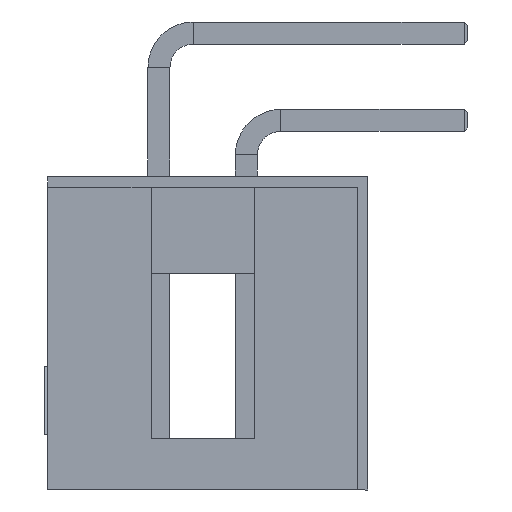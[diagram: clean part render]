
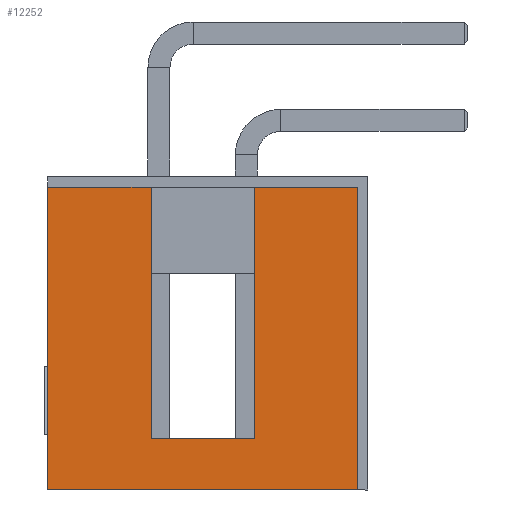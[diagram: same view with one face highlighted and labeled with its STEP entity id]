
A CAD part, left-side view. The second image highlights one B-rep face of the part: STEP entity #12252.
In plain terms, the highlighted planar face has unit normal (-1, 0, 0).
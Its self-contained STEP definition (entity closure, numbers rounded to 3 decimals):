
#216 = CARTESIAN_POINT ( 'NONE',  ( -29.2, 6.3, -10.51 ) ) ;
#220 = DIRECTION ( 'NONE',  ( 0., 1., 0. ) ) ;
#1949 = EDGE_CURVE ( 'NONE', #6974, #35786, #15191, .T. ) ;
#3714 = AXIS2_PLACEMENT_3D ( 'NONE', #24193, #34735, #31294 ) ;
#5694 = EDGE_CURVE ( 'NONE', #12401, #38635, #25256, .T. ) ;
#5978 = CARTESIAN_POINT ( 'NONE',  ( -29.2, 0.3, -12.01 ) ) ;
#6872 = VERTEX_POINT ( 'NONE', #17405 ) ;
#6974 = VERTEX_POINT ( 'NONE', #216 ) ;
#7070 = ORIENTED_EDGE ( 'NONE', *, *, #48585, .T. ) ;
#7120 = EDGE_CURVE ( 'NONE', #38635, #12266, #41000, .T. ) ;
#7339 = LINE ( 'NONE', #48561, #32789 ) ;
#7558 = DIRECTION ( 'NONE',  ( 0., 0., 1. ) ) ;
#9709 = CARTESIAN_POINT ( 'NONE',  ( -29.2, 9.3, -12.01 ) ) ;
#11386 = VECTOR ( 'NONE', #47024, 1000. ) ;
#11999 = ORIENTED_EDGE ( 'NONE', *, *, #45703, .F. ) ;
#12252 = ADVANCED_FACE ( 'NONE', ( #14852 ), #16280, .T. ) ;
#12266 = VERTEX_POINT ( 'NONE', #27144 ) ;
#12401 = VERTEX_POINT ( 'NONE', #24427 ) ;
#12567 = CARTESIAN_POINT ( 'NONE',  ( -29.2, 3.3, -10.51 ) ) ;
#12929 = EDGE_CURVE ( 'NONE', #17636, #35786, #7339, .T. ) ;
#14318 = ORIENTED_EDGE ( 'NONE', *, *, #12929, .F. ) ;
#14852 = FACE_OUTER_BOUND ( 'NONE', #44891, .T. ) ;
#15114 = CARTESIAN_POINT ( 'NONE',  ( -29.2, 3.3, -3.21 ) ) ;
#15191 = LINE ( 'NONE', #30210, #16289 ) ;
#15657 = CARTESIAN_POINT ( 'NONE',  ( -29.2, 9.3, -3.21 ) ) ;
#15843 = ORIENTED_EDGE ( 'NONE', *, *, #7120, .T. ) ;
#16280 = PLANE ( 'NONE',  #3714 ) ;
#16289 = VECTOR ( 'NONE', #28889, 1000. ) ;
#17405 = CARTESIAN_POINT ( 'NONE',  ( -29.2, 3.3, -10.51 ) ) ;
#17636 = VERTEX_POINT ( 'NONE', #15657 ) ;
#21731 = LINE ( 'NONE', #12567, #46829 ) ;
#23750 = ORIENTED_EDGE ( 'NONE', *, *, #30717, .F. ) ;
#24193 = CARTESIAN_POINT ( 'NONE',  ( -29.2, 4.8, -12.01 ) ) ;
#24427 = CARTESIAN_POINT ( 'NONE',  ( -29.2, 9.3, -12.01 ) ) ;
#24694 = LINE ( 'NONE', #9709, #38634 ) ;
#25240 = EDGE_CURVE ( 'NONE', #6872, #26857, #21731, .T. ) ;
#25256 = LINE ( 'NONE', #40754, #46713 ) ;
#26775 = LINE ( 'NONE', #40813, #35824 ) ;
#26819 = ORIENTED_EDGE ( 'NONE', *, *, #5694, .T. ) ;
#26857 = VERTEX_POINT ( 'NONE', #15114 ) ;
#27144 = CARTESIAN_POINT ( 'NONE',  ( -29.2, 0.3, -3.21 ) ) ;
#27581 = DIRECTION ( 'NONE',  ( 0., 0., 1. ) ) ;
#28645 = LINE ( 'NONE', #39234, #11386 ) ;
#28777 = VECTOR ( 'NONE', #7558, 1000. ) ;
#28889 = DIRECTION ( 'NONE',  ( 0., 0., 1. ) ) ;
#30210 = CARTESIAN_POINT ( 'NONE',  ( -29.2, 6.3, -10.51 ) ) ;
#30717 = EDGE_CURVE ( 'NONE', #26857, #12266, #28645, .T. ) ;
#31294 = DIRECTION ( 'NONE',  ( 0., 1., 0. ) ) ;
#32789 = VECTOR ( 'NONE', #44429, 1000. ) ;
#34554 = CARTESIAN_POINT ( 'NONE',  ( -29.2, 6.3, -3.21 ) ) ;
#34735 = DIRECTION ( 'NONE',  ( -1., 0., 0. ) ) ;
#35786 = VERTEX_POINT ( 'NONE', #34554 ) ;
#35824 = VECTOR ( 'NONE', #220, 1000. ) ;
#38634 = VECTOR ( 'NONE', #39682, 1000. ) ;
#38635 = VERTEX_POINT ( 'NONE', #5978 ) ;
#39234 = CARTESIAN_POINT ( 'NONE',  ( -29.2, 4.8, -3.21 ) ) ;
#39682 = DIRECTION ( 'NONE',  ( 0., 0., 1. ) ) ;
#40754 = CARTESIAN_POINT ( 'NONE',  ( -29.2, 4.8, -12.01 ) ) ;
#40813 = CARTESIAN_POINT ( 'NONE',  ( -29.2, 4.8, -10.51 ) ) ;
#41000 = LINE ( 'NONE', #47784, #28777 ) ;
#42472 = ORIENTED_EDGE ( 'NONE', *, *, #25240, .F. ) ;
#44402 = DIRECTION ( 'NONE',  ( 0., -1., 0. ) ) ;
#44429 = DIRECTION ( 'NONE',  ( 0., -1., 0. ) ) ;
#44891 = EDGE_LOOP ( 'NONE', ( #23750, #42472, #7070, #46764, #14318, #11999, #26819, #15843 ) ) ;
#45703 = EDGE_CURVE ( 'NONE', #12401, #17636, #24694, .T. ) ;
#46713 = VECTOR ( 'NONE', #44402, 1000. ) ;
#46764 = ORIENTED_EDGE ( 'NONE', *, *, #1949, .T. ) ;
#46829 = VECTOR ( 'NONE', #27581, 1000. ) ;
#47024 = DIRECTION ( 'NONE',  ( 0., -1., 0. ) ) ;
#47784 = CARTESIAN_POINT ( 'NONE',  ( -29.2, 0.3, -12.01 ) ) ;
#48561 = CARTESIAN_POINT ( 'NONE',  ( -29.2, 4.8, -3.21 ) ) ;
#48585 = EDGE_CURVE ( 'NONE', #6872, #6974, #26775, .T. ) ;
